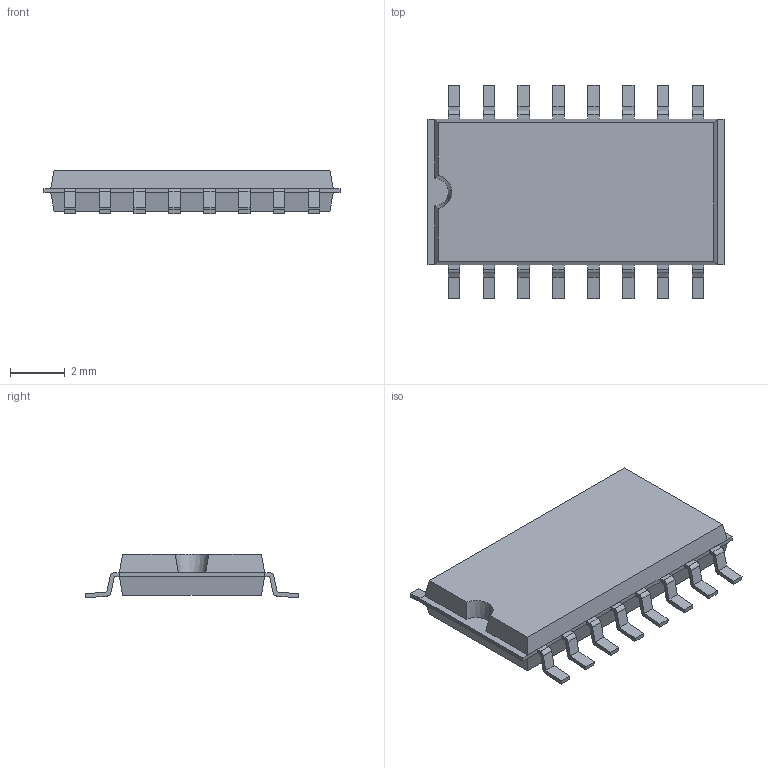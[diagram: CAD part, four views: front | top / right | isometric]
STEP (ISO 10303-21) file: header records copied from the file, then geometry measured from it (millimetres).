
FILE_DESCRIPTION(/* description */ ('STEP AP214'),/* implementation_level */ '2;1');
FILE_NAME(/* name */ 'sop16.step',/* time_stamp */ '2024-11-22T15:15:51+01:00',/* author */ (''),/* organization */ (''),/* preprocessor_version */ 'ST-DEVELOPER v20',/* originating_system */ 'Autodesk Translation Framework v13.20.0.188',/* authorisation */ '');
FILE_SCHEMA (('AUTOMOTIVE_DESIGN { 1 0 10303 214 3 1 1 }'));
Length unit declared in the file: millimetre
Products named in the file (1): SOP16
Bounding box: 10.8 x 7.8 x 1.6 mm (x, y, z)
Volume: 81.3 mm3; surface area: 189.5 mm2
Topology: 17 solids, 17 shells, 212 faces, 526 edges, 348 vertices
Faces by surface type: plane 179, cylinder 32, cone 1
Entity records: 6241 total; most frequent: CARTESIAN_POINT 1091, ORIENTED_EDGE 1052, DIRECTION 1016, EDGE_CURVE 526, LINE 458, VECTOR 458, VERTEX_POINT 348, AXIS2_PLACEMENT_3D 279
